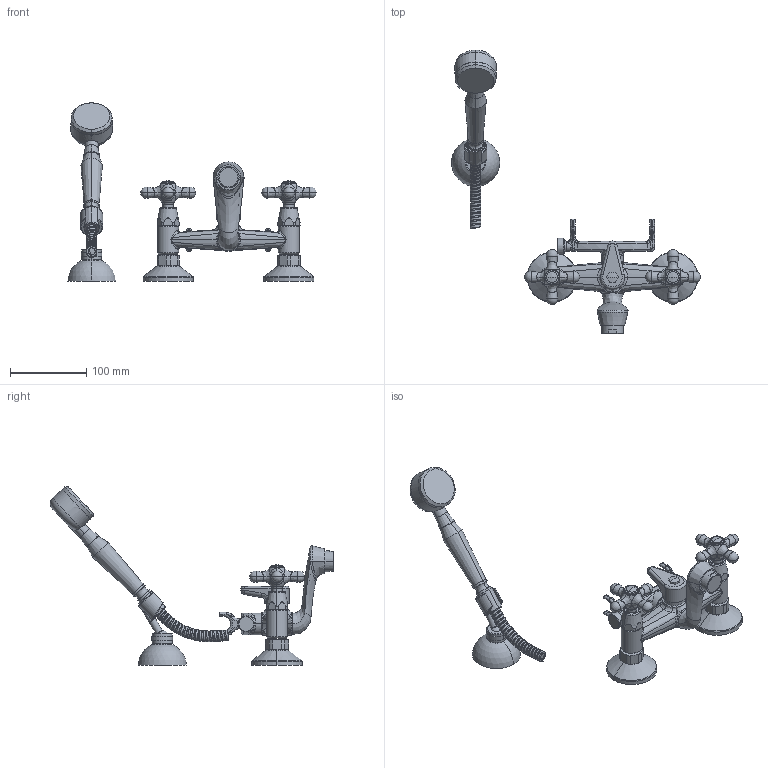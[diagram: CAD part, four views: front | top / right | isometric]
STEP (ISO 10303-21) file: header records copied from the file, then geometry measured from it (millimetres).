
FILE_DESCRIPTION((''),'2;1');
FILE_NAME('IRV025CR','2021-11-10T17:03:07',('ut3'),('PAFFONI SpA'),'CREO PARAMETRIC BY PTC INC, 2020044','CREO PARAMETRIC BY PTC INC, 2020044','');
FILE_SCHEMA(('CONFIG_CONTROL_DESIGN','SHAPE_APPEARANCE_LAYERS_GROUPS'));
Products named in the file (1): IRV025CR
Bounding box: 325.5 x 370.79 x 233.32 mm (x, y, z)
Volume: 572541.2 mm3; surface area: 152885.5 mm2
Topology: 5 solids, 5 shells, 1013 faces, 2348 edges, 1359 vertices
Faces by surface type: bspline 447, cylinder 192, plane 137, torus 109, cone 104, sphere 24
Entity records: 74869 total; most frequent: CARTESIAN_POINT 47711, ORIENTED_EDGE 4644, DIRECTION 3395, EDGE_CURVE 2322, AXIS2_PLACEMENT_3D 1477, VERTEX_POINT 1358, FILL_AREA_STYLE_COLOUR 1056, FILL_AREA_STYLE 1056
